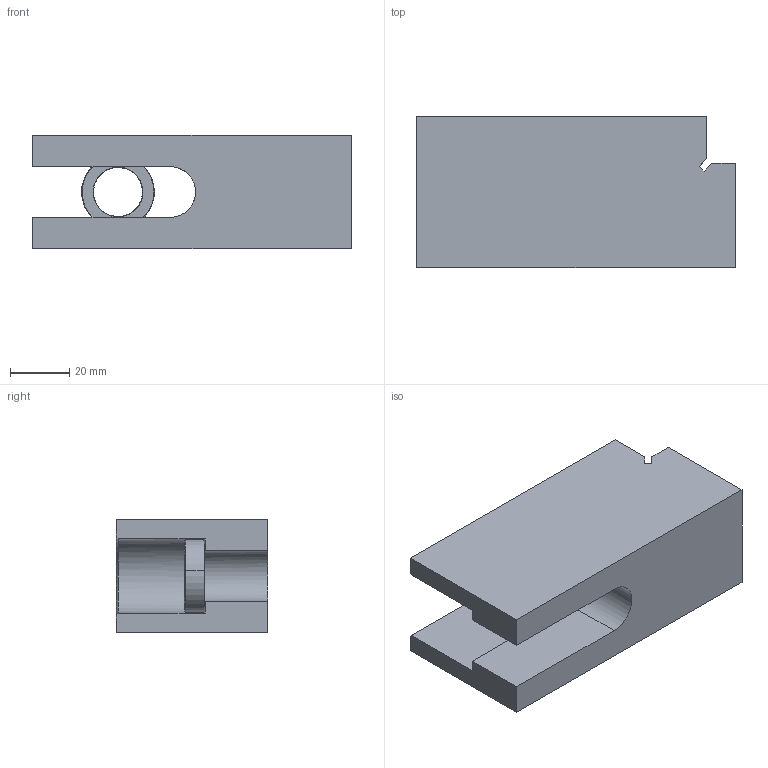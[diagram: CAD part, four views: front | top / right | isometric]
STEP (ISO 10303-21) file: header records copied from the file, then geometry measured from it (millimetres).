
FILE_DESCRIPTION (( 'STEP AP214' ), '1' );
FILE_NAME ('23240.STEP', '2020-07-09T15:38:32', ( 'Mike W' ), ( '' ), 'SwSTEP 2.0', 'SolidWorks 2018', '' );
FILE_SCHEMA (( 'AUTOMOTIVE_DESIGN' ));
Length unit declared in the file: inch
Products named in the file (3): 20016_20016; 23240; MF BASES All With Step_23240
Assembly tree (2 placements, depth 2):
  23240
    MF BASES All With Step_23240
    20016_20016
Bounding box: 107.06 x 50.8 x 38.1 mm (x, y, z)
Volume: 142539.2 mm3; surface area: 27636.1 mm2
Topology: 2 solids, 2 shells, 36 faces, 86 edges, 54 vertices
Faces by surface type: plane 21, cone 9, cylinder 6
Entity records: 1157 total; most frequent: CARTESIAN_POINT 187, DIRECTION 185, ORIENTED_EDGE 172, EDGE_CURVE 86, VECTOR 65, LINE 65, AXIS2_PLACEMENT_3D 60, VERTEX_POINT 54
